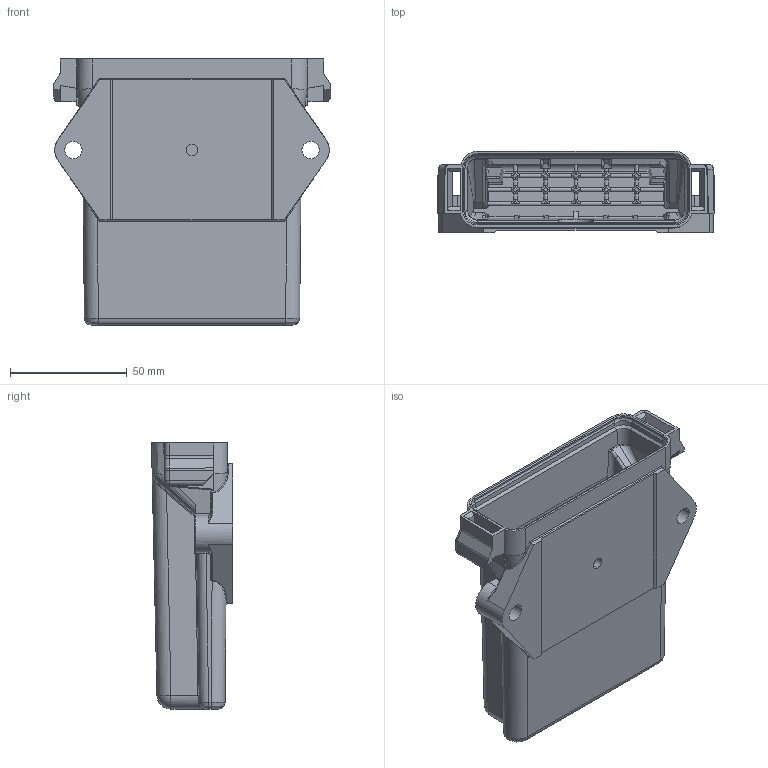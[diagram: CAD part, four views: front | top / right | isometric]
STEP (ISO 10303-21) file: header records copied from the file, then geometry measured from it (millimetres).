
FILE_DESCRIPTION((''),'2;1');
FILE_NAME('C-EEC-325X4A','2020-12-15T02:28:06',('workeradm'),('TE Connectivity Ltd.'),'CREO PARAMETRIC BY PTC INC, 2019292','CREO PARAMETRIC BY PTC INC, 2019292','');
FILE_SCHEMA(('AUTOMOTIVE_DESIGN { 1 0 10303 214 1 1 1 1 }'));
Length unit declared in the file: millimetre
Products named in the file (1): C-EEC-325X4A
Bounding box: 118.8 x 34.74 x 114 mm (x, y, z)
Volume: 105180.6 mm3; surface area: 63434.4 mm2
Topology: 1 solids, 1 shells, 669 faces, 1649 edges, 981 vertices
Faces by surface type: plane 249, cylinder 240, bspline 82, torus 78, sphere 12, cone 8
Entity records: 25155 total; most frequent: CARTESIAN_POINT 9650, ORIENTED_EDGE 3298, DIRECTION 3038, EDGE_CURVE 1649, AXIS2_PLACEMENT_3D 1108, VERTEX_POINT 981, VECTOR 822, LINE 822
